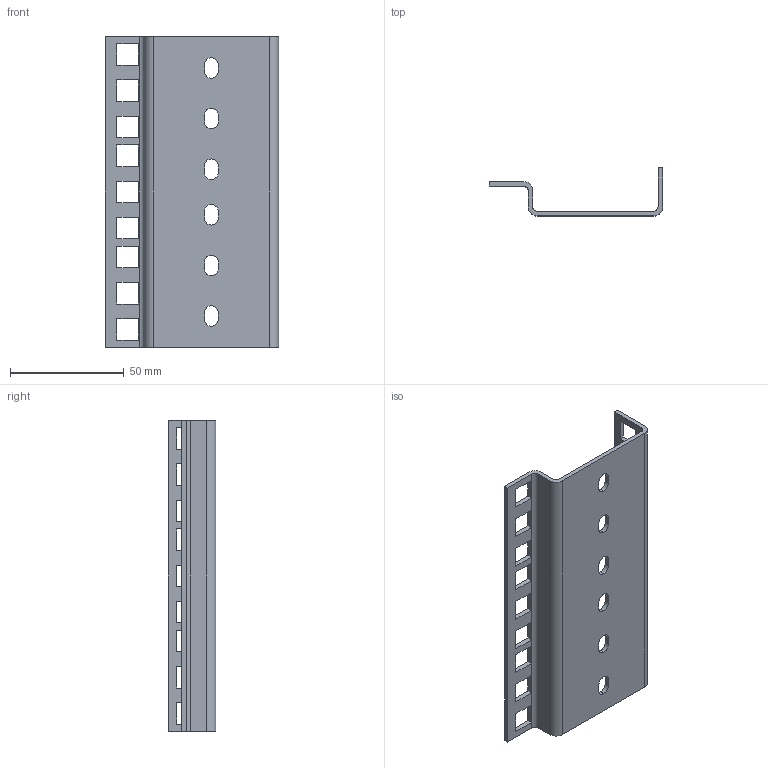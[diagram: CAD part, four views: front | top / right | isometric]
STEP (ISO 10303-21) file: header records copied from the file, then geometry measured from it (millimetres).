
FILE_DESCRIPTION (( 'STEP AP203' ), '1' );
FILE_NAME ('Rack íàïðàâëÿþùàÿ J 6155BLK.STEP', '2023-06-10T10:58:52', ( 'Ïîëüçîâàòåëü Windows' ), ( '' ), 'SwSTEP 2.0', 'SolidWorks 2018', '' );
FILE_SCHEMA (( 'CONFIG_CONTROL_DESIGN' ));
Length unit declared in the file: millimetre
Products named in the file (1): Rack íàïðàâëÿþùàÿ J 6155BLK
Bounding box: 76 x 21 x 136.5 mm (x, y, z)
Volume: 24625.2 mm3; surface area: 27253.9 mm2
Topology: 1 solids, 1 shells, 120 faces, 354 edges, 236 vertices
Faces by surface type: plane 96, cylinder 24
Entity records: 4139 total; most frequent: CARTESIAN_POINT 711, ORIENTED_EDGE 708, DIRECTION 644, EDGE_CURVE 354, VECTOR 306, LINE 306, VERTEX_POINT 236, AXIS2_PLACEMENT_3D 169
